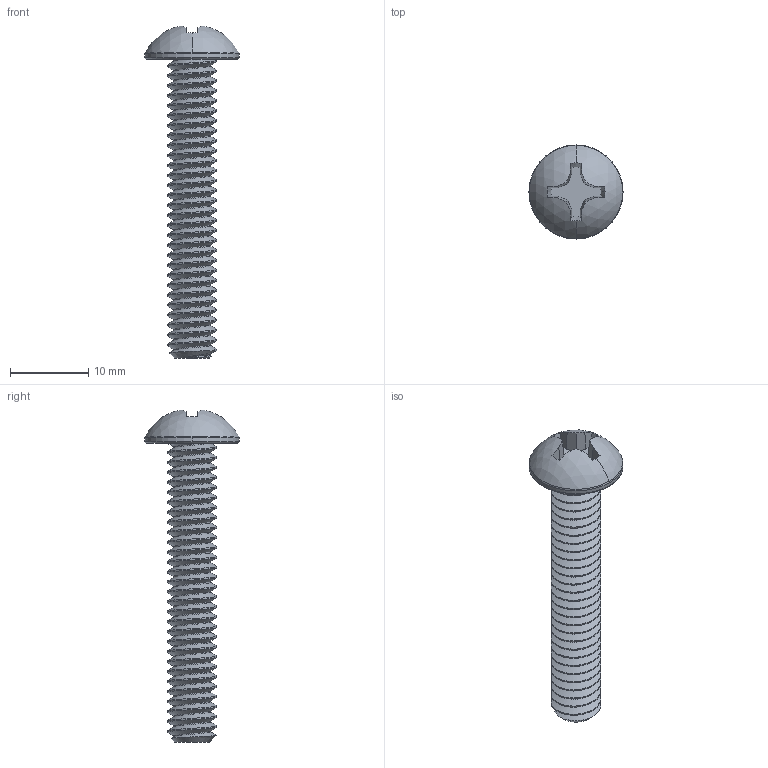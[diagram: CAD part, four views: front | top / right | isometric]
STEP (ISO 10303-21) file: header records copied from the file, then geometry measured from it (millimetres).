
FILE_DESCRIPTION (( 'STEP AP203' ), '1' );
FILE_NAME ('90279A546_Steel Decorative Round Head Phillips Screws.STEP', '2021-09-10T05:27:56', ( 'Administrator' ), ( 'Managed by Terraform' ), 'SwSTEP 2.0', 'SolidWorks 2017', '' );
FILE_SCHEMA (( 'CONFIG_CONTROL_DESIGN' ));
Length unit declared in the file: inch
Products named in the file (1): 90279A546_Steel Decorative Round Head Phillips Screws
Bounding box: 11.99 x 11.99 x 42.31 mm (x, y, z)
Volume: 1177.1 mm3; surface area: 1511.5 mm2
Topology: 1 solids, 1 shells, 97 faces, 279 edges, 185 vertices
Faces by surface type: cylinder 62, plane 19, cone 7, torus 4, bspline 3, sphere 2
Entity records: 7974 total; most frequent: CARTESIAN_POINT 5705, ORIENTED_EDGE 558, DIRECTION 382, EDGE_CURVE 279, VERTEX_POINT 185, AXIS2_PLACEMENT_3D 145, EDGE_LOOP 98, FACE_OUTER_BOUND 97
